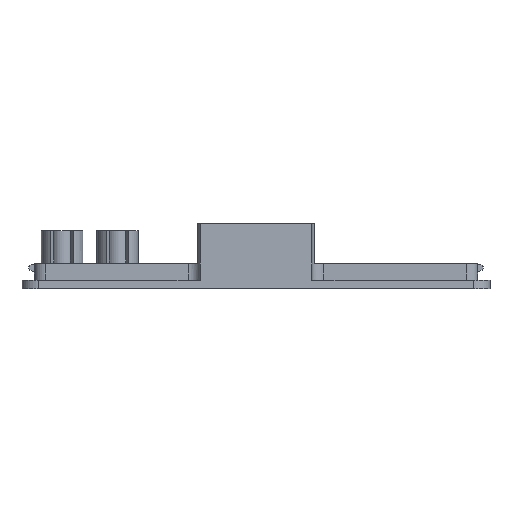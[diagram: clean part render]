
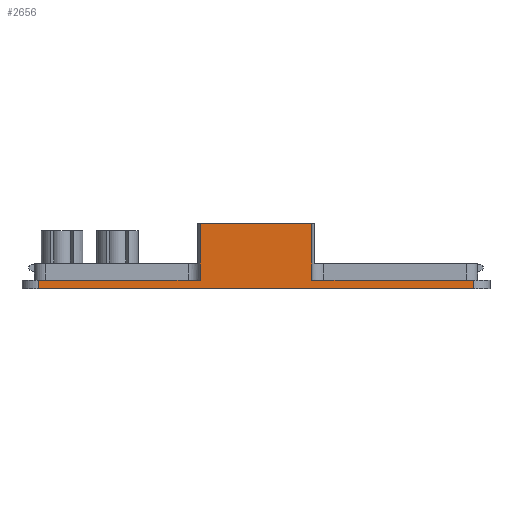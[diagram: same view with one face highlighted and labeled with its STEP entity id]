
A CAD part, front view. The second image highlights one B-rep face of the part: STEP entity #2656.
In plain terms, the highlighted planar face has unit normal (0, -1, 0).
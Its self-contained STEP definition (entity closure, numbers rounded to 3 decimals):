
#1451=CARTESIAN_POINT('Vertex',(-10.1,-20.75,11.75)) ;
#1454=CARTESIAN_POINT('Line Origine',(0.,-20.75,11.75)) ;
#1458=CARTESIAN_POINT('Vertex',(10.1,-20.75,11.75)) ;
#2183=CARTESIAN_POINT('Line Origine',(10.1,-20.75,6.625)) ;
#2187=CARTESIAN_POINT('Vertex',(10.1,-20.75,1.5)) ;
#2487=CARTESIAN_POINT('Vertex',(-10.1,-20.75,1.5)) ;
#2490=CARTESIAN_POINT('Line Origine',(-10.1,-20.75,6.625)) ;
#2591=CARTESIAN_POINT('Line Origine',(39.25,-20.75,0.75)) ;
#2595=CARTESIAN_POINT('Vertex',(39.25,-20.75,0.)) ;
#2597=CARTESIAN_POINT('Vertex',(39.25,-20.75,1.5)) ;
#2617=CARTESIAN_POINT('Axis2P3D Location',(39.25,-20.75,0.)) ;
#2622=CARTESIAN_POINT('Line Origine',(-24.675,-20.75,1.5)) ;
#2626=CARTESIAN_POINT('Vertex',(-39.25,-20.75,1.5)) ;
#2629=CARTESIAN_POINT('Line Origine',(-39.25,-20.75,0.75)) ;
#2633=CARTESIAN_POINT('Vertex',(-39.25,-20.75,0.)) ;
#2636=CARTESIAN_POINT('Line Origine',(0.,-20.75,0.)) ;
#2641=CARTESIAN_POINT('Line Origine',(24.675,-20.75,1.5)) ;
#1455=DIRECTION('Vector Direction',(1.,0.,0.)) ;
#2184=DIRECTION('Vector Direction',(0.,0.,1.)) ;
#2491=DIRECTION('Vector Direction',(0.,0.,1.)) ;
#2592=DIRECTION('Vector Direction',(0.,0.,1.)) ;
#2618=DIRECTION('Axis2P3D Direction',(0.,1.,-0.)) ;
#2619=DIRECTION('Axis2P3D XDirection',(-1.,0.,0.)) ;
#2623=DIRECTION('Vector Direction',(-1.,0.,0.)) ;
#2630=DIRECTION('Vector Direction',(0.,0.,1.)) ;
#2637=DIRECTION('Vector Direction',(-1.,0.,0.)) ;
#2642=DIRECTION('Vector Direction',(-1.,0.,0.)) ;
#2620=AXIS2_PLACEMENT_3D('Plane Axis2P3D',#2617,#2618,#2619) ;
#2647=ORIENTED_EDGE('',*,*,#2494,.F.) ;
#2648=ORIENTED_EDGE('',*,*,#2628,.F.) ;
#2649=ORIENTED_EDGE('',*,*,#2635,.F.) ;
#2650=ORIENTED_EDGE('',*,*,#2640,.T.) ;
#2651=ORIENTED_EDGE('',*,*,#2599,.T.) ;
#2652=ORIENTED_EDGE('',*,*,#2645,.F.) ;
#2653=ORIENTED_EDGE('',*,*,#2189,.T.) ;
#2654=ORIENTED_EDGE('',*,*,#1460,.F.) ;
#1456=VECTOR('Line Direction',#1455,1.) ;
#2185=VECTOR('Line Direction',#2184,1.) ;
#2492=VECTOR('Line Direction',#2491,1.) ;
#2593=VECTOR('Line Direction',#2592,1.) ;
#2624=VECTOR('Line Direction',#2623,1.) ;
#2631=VECTOR('Line Direction',#2630,1.) ;
#2638=VECTOR('Line Direction',#2637,1.) ;
#2643=VECTOR('Line Direction',#2642,1.) ;
#2656=ADVANCED_FACE('PartBody',(#2655),#2621,.F.) ;
#1460=EDGE_CURVE('',#1452,#1459,#1457,.T.) ;
#2189=EDGE_CURVE('',#2188,#1459,#2186,.T.) ;
#2494=EDGE_CURVE('',#2488,#1452,#2493,.T.) ;
#2599=EDGE_CURVE('',#2596,#2598,#2594,.T.) ;
#2628=EDGE_CURVE('',#2627,#2488,#2625,.F.) ;
#2635=EDGE_CURVE('',#2634,#2627,#2632,.T.) ;
#2640=EDGE_CURVE('',#2634,#2596,#2639,.F.) ;
#2645=EDGE_CURVE('',#2188,#2598,#2644,.F.) ;
#2646=EDGE_LOOP('',(#2647,#2648,#2649,#2650,#2651,#2652,#2653,#2654)) ;
#2655=FACE_OUTER_BOUND('',#2646,.T.) ;
#1457=LINE('Line',#1454,#1456) ;
#2186=LINE('Line',#2183,#2185) ;
#2493=LINE('Line',#2490,#2492) ;
#2594=LINE('Line',#2591,#2593) ;
#2625=LINE('Line',#2622,#2624) ;
#2632=LINE('Line',#2629,#2631) ;
#2639=LINE('Line',#2636,#2638) ;
#2644=LINE('Line',#2641,#2643) ;
#2621=PLANE('Plane',#2620) ;
#1452=VERTEX_POINT('',#1451) ;
#1459=VERTEX_POINT('',#1458) ;
#2188=VERTEX_POINT('',#2187) ;
#2488=VERTEX_POINT('',#2487) ;
#2596=VERTEX_POINT('',#2595) ;
#2598=VERTEX_POINT('',#2597) ;
#2627=VERTEX_POINT('',#2626) ;
#2634=VERTEX_POINT('',#2633) ;
